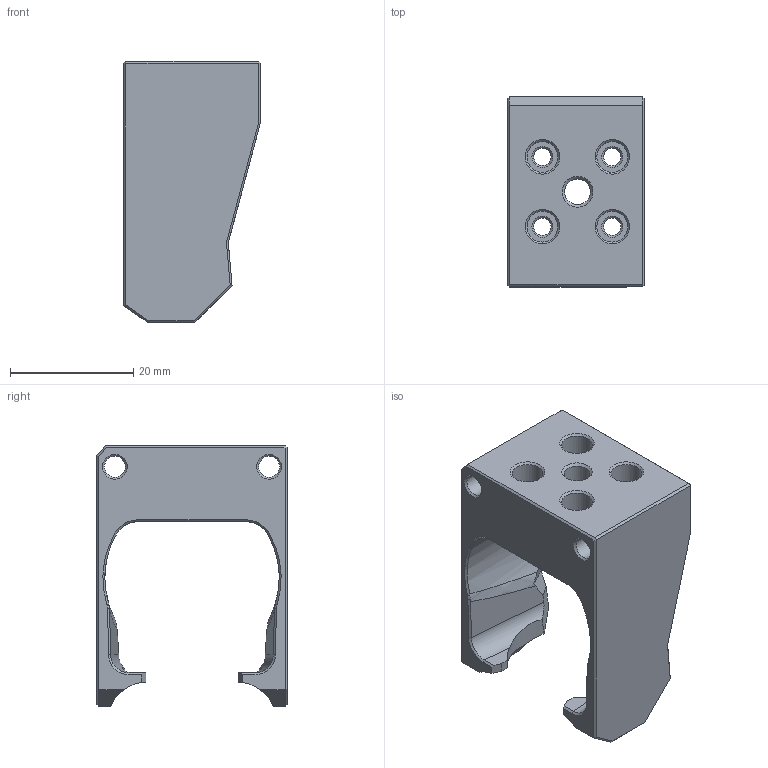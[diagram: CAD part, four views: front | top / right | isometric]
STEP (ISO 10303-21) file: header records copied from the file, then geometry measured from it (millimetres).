
FILE_DESCRIPTION(/* description */ (''),/* implementation_level */ '2;1');
FILE_NAME(/* name */ 'FS_Hotend_Mount_Dragon (1) v2.step',/* time_stamp */ '2023-03-23T18:19:02-08:00',/* author */ (''),/* organization */ (''),/* preprocessor_version */ 'ST-DEVELOPER v19.2',/* originating_system */ 'Autodesk Translation Framework v11.17.0.187',/* authorisation */ '');
FILE_SCHEMA (('AUTOMOTIVE_DESIGN { 1 0 10303 214 3 1 1 }'));
Length unit declared in the file: millimetre
Products named in the file (1): FS_Hotend_Mount_Dragon (1)
Bounding box: 22.19 x 30.8 x 42.4 mm (x, y, z)
Volume: 9608.7 mm3; surface area: 6204.2 mm2
Topology: 1 solids, 1 shells, 115 faces, 288 edges, 179 vertices
Faces by surface type: plane 65, cylinder 23, cone 17, bspline 10
Full cylindrical faces by diameter (mm): 2.8 x4, 3.4 x2, 4.2 x1, 5 x4
Entity records: 4308 total; most frequent: CARTESIAN_POINT 1517, ORIENTED_EDGE 576, DIRECTION 555, EDGE_CURVE 288, AXIS2_PLACEMENT_3D 190, VERTEX_POINT 179, LINE 175, VECTOR 175
